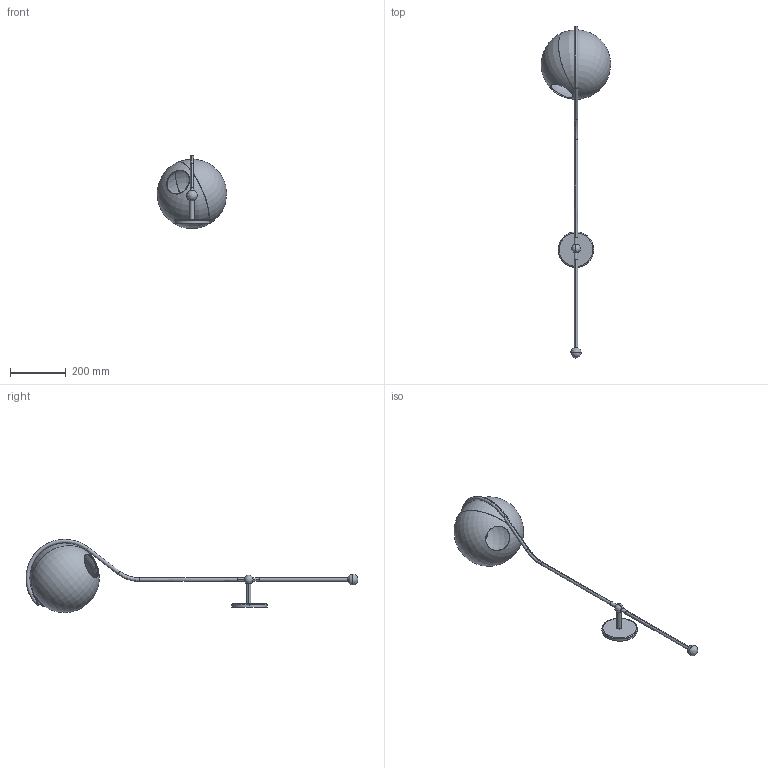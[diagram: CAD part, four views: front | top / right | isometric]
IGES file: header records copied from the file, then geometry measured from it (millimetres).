
Start section: SolidWorks IGES file using analytic representation for surfaces
Global section: file name: FIDW - Fiddlehead Wall Mount.IGS; native system: SolidWorks 2015; preprocessor: SolidWorks 2015; author: RV; date: 190716.155937; units: millimetre
Bounding box: 249.5 x 1192.6 x 262.96 mm (x, y, z)
Surface area: 483474.6 mm2 (no closed solid volume)
Topology: 0 solids, 0 shells, 83 faces, 1596 edges, 1591 vertices
Faces by surface type: revolution 53, bspline 30
